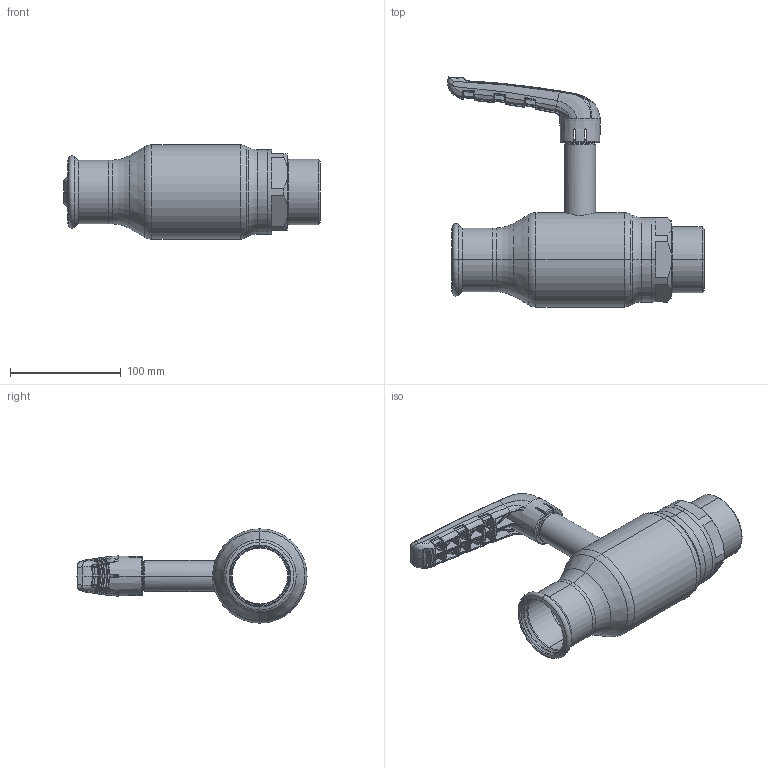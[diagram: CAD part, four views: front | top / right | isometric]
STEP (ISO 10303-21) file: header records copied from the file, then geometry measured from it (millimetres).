
FILE_DESCRIPTION (( 'STEP AP214' ), '1' );
FILE_NAME ('2050001201-xxxx.step', '2019-05-10T10:40:24', ( '' ), ( '' ), 'SwSTEP 2.0', 'SolidWorks 2017', '' );
FILE_SCHEMA (( 'AUTOMOTIVE_DESIGN' ));
Length unit declared in the file: millimetre
Products named in the file (1): 2050001201-xxxx
Bounding box: 231.35 x 207.31 x 85 mm (x, y, z)
Surface area: 103120.5 mm2 (no closed solid volume)
Topology: 0 solids, 12 shells, 772 faces, 2622 edges, 1719 vertices
Faces by surface type: bspline 623, plane 51, cone 34, cylinder 34, torus 23, sphere 7
Entity records: 59367 total; most frequent: CARTESIAN_POINT 34554, ORIENTED_EDGE 4101, EDGE_CURVE 2612, B_SPLINE_CURVE_WITH_KNOTS 1843, VERTEX_POINT 1719, DIRECTION 1648, EDGE_LOOP 780, UNCERTAINTY_MEASURE_WITH_UNIT 774
